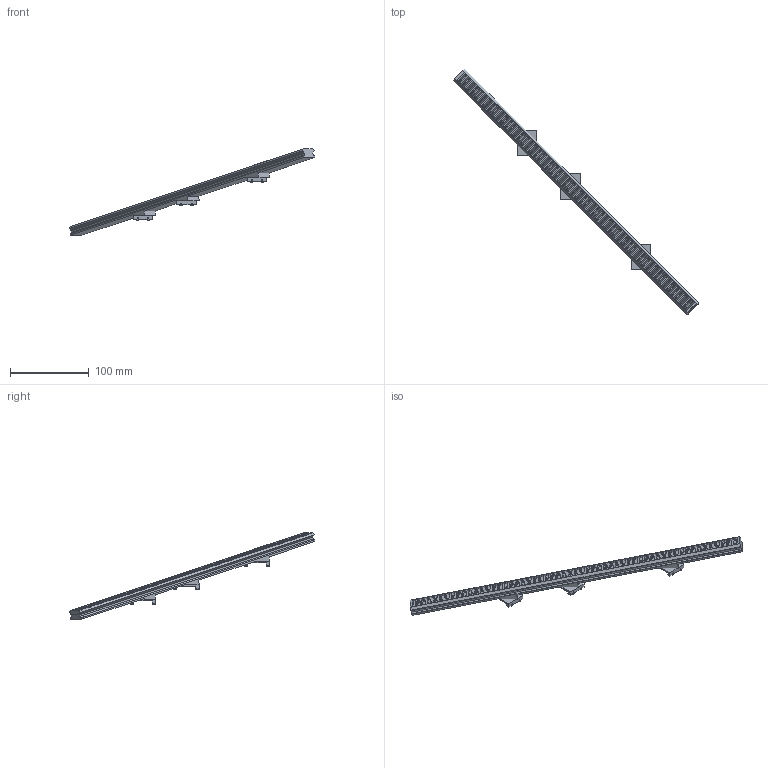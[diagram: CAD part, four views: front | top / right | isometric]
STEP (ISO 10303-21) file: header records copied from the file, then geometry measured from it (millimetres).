
FILE_DESCRIPTION (( 'STEP AP203' ), '1' );
FILE_NAME ('喘沭+換雄.STEP', '2025-09-26T15:25:37', ( '' ), ( '' ), 'SwSTEP 2.0', 'SolidWorks 2024', '' );
FILE_SCHEMA (( 'CONFIG_CONTROL_DESIGN' ));
Length unit declared in the file: millimetre
Products named in the file (3): 齿条_; 装弹导轨_; 齿条+传动
Assembly tree (2 placements, depth 2):
  齿条+传动
    装弹导轨_
    齿条_
Bounding box: 311.91 x 311.91 x 109.74 mm (x, y, z)
Volume: 83931.4 mm3; surface area: 60115.1 mm2
Topology: 3 solids, 3 shells, 671 faces, 1979 edges, 1314 vertices
Faces by surface type: plane 633, cylinder 38
Entity records: 22292 total; most frequent: CARTESIAN_POINT 3969, ORIENTED_EDGE 3958, DIRECTION 3407, EDGE_CURVE 1979, VECTOR 1903, LINE 1903, VERTEX_POINT 1314, AXIS2_PLACEMENT_3D 752
